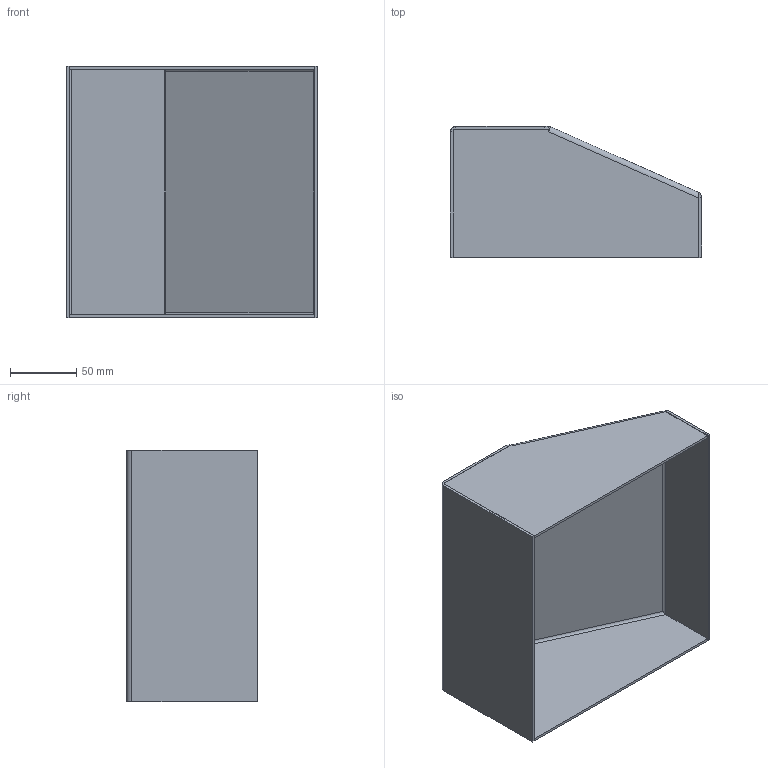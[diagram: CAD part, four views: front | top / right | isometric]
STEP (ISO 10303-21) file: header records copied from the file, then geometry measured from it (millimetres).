
FILE_DESCRIPTION(/* description */ (''),/* implementation_level */ '2;1');
FILE_NAME(/* name */ '160515-Steuerpult_IV2017-WH.stp',/* time_stamp */ '2016-05-16T14:22:09+02:00',/* author */ ('Walter'),/* organization */ (''),/* preprocessor_version */ 'ST-DEVELOPER v16.5',/* originating_system */ 'Autodesk Inventor 2017',/* authorisation */ '');
FILE_SCHEMA (('AUTOMOTIVE_DESIGN { 1 0 10303 214 3 1 1 }'));
Length unit declared in the file: millimetre
Products named in the file (1): 160515-Steuerpult_IV2017-WH
Bounding box: 190 x 99 x 190 mm (x, y, z)
Volume: 189993.5 mm3; surface area: 193293.2 mm2
Topology: 1 solids, 1 shells, 60 faces, 138 edges, 80 vertices
Faces by surface type: plane 42, cylinder 12, bspline 6
Entity records: 1800 total; most frequent: CARTESIAN_POINT 461, ORIENTED_EDGE 276, DIRECTION 252, EDGE_CURVE 138, LINE 110, VECTOR 110, VERTEX_POINT 80, AXIS2_PLACEMENT_3D 71
